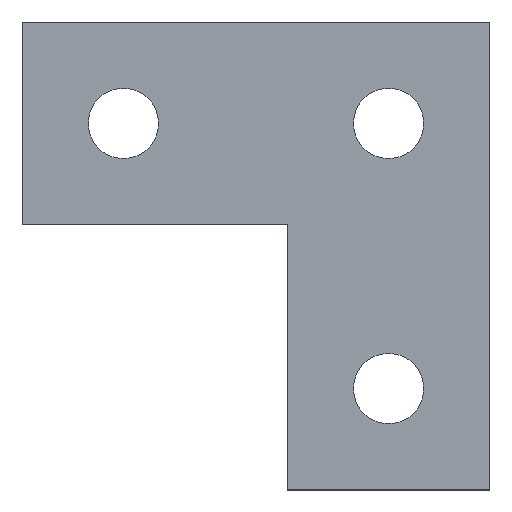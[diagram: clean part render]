
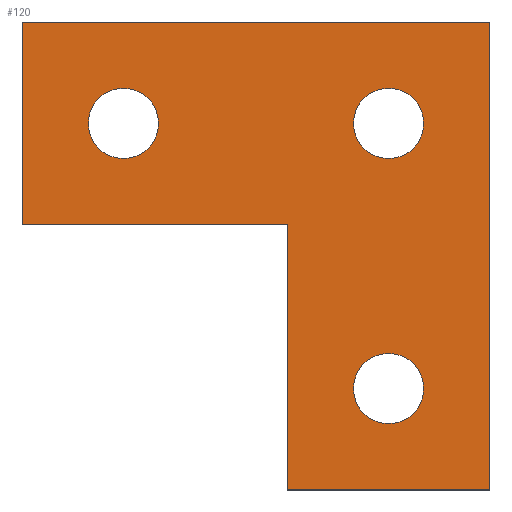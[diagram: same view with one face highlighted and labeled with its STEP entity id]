
A CAD part, top view. The second image highlights one B-rep face of the part: STEP entity #120.
In plain terms, the highlighted planar face has unit normal (0, 0, 1).
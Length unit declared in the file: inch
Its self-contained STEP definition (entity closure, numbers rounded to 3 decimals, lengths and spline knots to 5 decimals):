
#120=ADVANCED_FACE('',(#233,#234,#235,#236),#237,.T.);
#233=FACE_BOUND('',#469,.T.);
#234=FACE_BOUND('',#470,.T.);
#235=FACE_BOUND('',#471,.T.);
#236=FACE_OUTER_BOUND('',#472,.T.);
#237=PLANE('',#473);
#469=EDGE_LOOP('',(#656,#657,#658,#659));
#470=EDGE_LOOP('',(#660,#661,#662,#663));
#471=EDGE_LOOP('',(#664,#665,#666,#667));
#472=EDGE_LOOP('',(#668,#669,#670,#671,#672,#673));
#473=AXIS2_PLACEMENT_3D('',#674,#675,#676);
#656=ORIENTED_EDGE('',*,*,#738,.F.);
#657=ORIENTED_EDGE('',*,*,#766,.F.);
#658=ORIENTED_EDGE('',*,*,#743,.F.);
#659=ORIENTED_EDGE('',*,*,#785,.F.);
#660=ORIENTED_EDGE('',*,*,#753,.F.);
#661=ORIENTED_EDGE('',*,*,#786,.F.);
#662=ORIENTED_EDGE('',*,*,#762,.F.);
#663=ORIENTED_EDGE('',*,*,#758,.F.);
#664=ORIENTED_EDGE('',*,*,#779,.F.);
#665=ORIENTED_EDGE('',*,*,#748,.F.);
#666=ORIENTED_EDGE('',*,*,#787,.F.);
#667=ORIENTED_EDGE('',*,*,#782,.F.);
#668=ORIENTED_EDGE('',*,*,#728,.F.);
#669=ORIENTED_EDGE('',*,*,#788,.F.);
#670=ORIENTED_EDGE('',*,*,#789,.F.);
#671=ORIENTED_EDGE('',*,*,#790,.F.);
#672=ORIENTED_EDGE('',*,*,#733,.F.);
#673=ORIENTED_EDGE('',*,*,#791,.F.);
#674=CARTESIAN_POINT('',(0.02551,1.08802,0.125));
#675=DIRECTION('',(0.0,0.0,1.0));
#676=DIRECTION('',(1.0,0.0,0.0));
#728=EDGE_CURVE('',#803,#804,#805,.T.);
#733=EDGE_CURVE('',#812,#813,#814,.T.);
#738=EDGE_CURVE('',#821,#822,#823,.T.);
#743=EDGE_CURVE('',#830,#831,#832,.T.);
#748=EDGE_CURVE('',#839,#840,#841,.T.);
#753=EDGE_CURVE('',#848,#849,#850,.T.);
#758=EDGE_CURVE('',#849,#857,#858,.T.);
#762=EDGE_CURVE('',#857,#863,#864,.T.);
#766=EDGE_CURVE('',#831,#821,#869,.T.);
#779=EDGE_CURVE('',#840,#886,#887,.T.);
#782=EDGE_CURVE('',#886,#890,#891,.T.);
#785=EDGE_CURVE('',#822,#830,#894,.T.);
#786=EDGE_CURVE('',#863,#848,#895,.T.);
#787=EDGE_CURVE('',#890,#839,#896,.T.);
#788=EDGE_CURVE('',#897,#803,#898,.T.);
#789=EDGE_CURVE('',#899,#897,#900,.T.);
#790=EDGE_CURVE('',#813,#899,#901,.T.);
#791=EDGE_CURVE('',#804,#812,#902,.T.);
#803=VERTEX_POINT('',#914);
#804=VERTEX_POINT('',#915);
#805=LINE('',#916,#917);
#812=VERTEX_POINT('',#927);
#813=VERTEX_POINT('',#928);
#814=LINE('',#929,#930);
#821=VERTEX_POINT('',#940);
#822=VERTEX_POINT('',#941);
#823=B_SPLINE_CURVE_WITH_KNOTS('',3,(#942,#943,#944,#945),.UNSPECIFIED.,.F.,.F.,(4,4),(0.0,1.0),.UNSPECIFIED.);
#830=VERTEX_POINT('',#957);
#831=VERTEX_POINT('',#958);
#832=B_SPLINE_CURVE_WITH_KNOTS('',3,(#959,#960,#961,#962),.UNSPECIFIED.,.F.,.F.,(4,4),(0.0,1.0),.UNSPECIFIED.);
#839=VERTEX_POINT('',#974);
#840=VERTEX_POINT('',#975);
#841=B_SPLINE_CURVE_WITH_KNOTS('',3,(#976,#977,#978,#979),.UNSPECIFIED.,.F.,.F.,(4,4),(0.0,1.0),.UNSPECIFIED.);
#848=VERTEX_POINT('',#991);
#849=VERTEX_POINT('',#992);
#850=B_SPLINE_CURVE_WITH_KNOTS('',3,(#993,#994,#995,#996),.UNSPECIFIED.,.F.,.F.,(4,4),(0.0,1.0),.UNSPECIFIED.);
#857=VERTEX_POINT('',#1008);
#858=B_SPLINE_CURVE_WITH_KNOTS('',3,(#1009,#1010,#1011,#1012),.UNSPECIFIED.,.F.,.F.,(4,4),(0.0,1.0),.UNSPECIFIED.);
#863=VERTEX_POINT('',#1021);
#864=B_SPLINE_CURVE_WITH_KNOTS('',3,(#1022,#1023,#1024,#1025),.UNSPECIFIED.,.F.,.F.,(4,4),(0.0,1.0),.UNSPECIFIED.);
#869=B_SPLINE_CURVE_WITH_KNOTS('',3,(#1034,#1035,#1036,#1037),.UNSPECIFIED.,.F.,.F.,(4,4),(0.0,1.0),.UNSPECIFIED.);
#886=VERTEX_POINT('',#1076);
#887=B_SPLINE_CURVE_WITH_KNOTS('',3,(#1077,#1078,#1079,#1080),.UNSPECIFIED.,.F.,.F.,(4,4),(0.0,1.0),.UNSPECIFIED.);
#890=VERTEX_POINT('',#1084);
#891=B_SPLINE_CURVE_WITH_KNOTS('',3,(#1085,#1086,#1087,#1088),.UNSPECIFIED.,.F.,.F.,(4,4),(0.0,1.0),.UNSPECIFIED.);
#894=B_SPLINE_CURVE_WITH_KNOTS('',3,(#1092,#1093,#1094,#1095),.UNSPECIFIED.,.F.,.F.,(4,4),(0.0,1.0),.UNSPECIFIED.);
#895=B_SPLINE_CURVE_WITH_KNOTS('',3,(#1096,#1097,#1098,#1099),.UNSPECIFIED.,.F.,.F.,(4,4),(0.0,1.0),.UNSPECIFIED.);
#896=B_SPLINE_CURVE_WITH_KNOTS('',3,(#1100,#1101,#1102,#1103),.UNSPECIFIED.,.F.,.F.,(4,4),(0.0,1.0),.UNSPECIFIED.);
#897=VERTEX_POINT('',#1104);
#898=LINE('',#1105,#1106);
#899=VERTEX_POINT('',#1107);
#900=LINE('',#1108,#1109);
#901=LINE('',#1110,#1111);
#902=LINE('',#1112,#1113);
#914=CARTESIAN_POINT('',(-1.06251,1.0625,0.125));
#915=CARTESIAN_POINT('',(-1.06251,1.875,0.125));
#916=CARTESIAN_POINT('',(-1.06251,1.0625,0.125));
#917=VECTOR('',#1126,1.0);
#927=CARTESIAN_POINT('',(0.81249,1.875,0.125));
#928=CARTESIAN_POINT('',(0.81249,0.0,0.125));
#929=CARTESIAN_POINT('',(0.81249,1.875,0.125));
#930=VECTOR('',#1130,1.0);
#940=CARTESIAN_POINT('',(0.54686,0.40625,0.125));
#941=CARTESIAN_POINT('',(0.40624,0.54686,0.125));
#942=CARTESIAN_POINT('',(0.54686,0.40625,0.125));
#943=CARTESIAN_POINT('',(0.54686,0.48391,0.125));
#944=CARTESIAN_POINT('',(0.4839,0.54686,0.125));
#945=CARTESIAN_POINT('',(0.40624,0.54686,0.125));
#957=CARTESIAN_POINT('',(0.26563,0.40625,0.125));
#958=CARTESIAN_POINT('',(0.40624,0.26563,0.125));
#959=CARTESIAN_POINT('',(0.26563,0.40625,0.125));
#960=CARTESIAN_POINT('',(0.26563,0.32859,0.125));
#961=CARTESIAN_POINT('',(0.32857,0.26563,0.125));
#962=CARTESIAN_POINT('',(0.40624,0.26563,0.125));
#974=CARTESIAN_POINT('',(0.40624,1.32813,0.125));
#975=CARTESIAN_POINT('',(0.54686,1.46875,0.125));
#976=CARTESIAN_POINT('',(0.40624,1.32813,0.125));
#977=CARTESIAN_POINT('',(0.4839,1.32813,0.125));
#978=CARTESIAN_POINT('',(0.54686,1.39108,0.125));
#979=CARTESIAN_POINT('',(0.54686,1.46875,0.125));
#991=CARTESIAN_POINT('',(-0.51564,1.46875,0.125));
#992=CARTESIAN_POINT('',(-0.65626,1.60938,0.125));
#993=CARTESIAN_POINT('',(-0.51564,1.46875,0.125));
#994=CARTESIAN_POINT('',(-0.51564,1.54641,0.125));
#995=CARTESIAN_POINT('',(-0.57859,1.60938,0.125));
#996=CARTESIAN_POINT('',(-0.65626,1.60938,0.125));
#1008=CARTESIAN_POINT('',(-0.79689,1.46875,0.125));
#1009=CARTESIAN_POINT('',(-0.65626,1.60938,0.125));
#1010=CARTESIAN_POINT('',(-0.73393,1.60938,0.125));
#1011=CARTESIAN_POINT('',(-0.79689,1.54641,0.125));
#1012=CARTESIAN_POINT('',(-0.79689,1.46875,0.125));
#1021=CARTESIAN_POINT('',(-0.65626,1.32813,0.125));
#1022=CARTESIAN_POINT('',(-0.79689,1.46875,0.125));
#1023=CARTESIAN_POINT('',(-0.79689,1.39108,0.125));
#1024=CARTESIAN_POINT('',(-0.73393,1.32813,0.125));
#1025=CARTESIAN_POINT('',(-0.65626,1.32813,0.125));
#1034=CARTESIAN_POINT('',(0.40624,0.26563,0.125));
#1035=CARTESIAN_POINT('',(0.4839,0.26563,0.125));
#1036=CARTESIAN_POINT('',(0.54686,0.32859,0.125));
#1037=CARTESIAN_POINT('',(0.54686,0.40625,0.125));
#1076=CARTESIAN_POINT('',(0.40624,1.60938,0.125));
#1077=CARTESIAN_POINT('',(0.54686,1.46875,0.125));
#1078=CARTESIAN_POINT('',(0.54686,1.54641,0.125));
#1079=CARTESIAN_POINT('',(0.4839,1.60938,0.125));
#1080=CARTESIAN_POINT('',(0.40624,1.60938,0.125));
#1084=CARTESIAN_POINT('',(0.26563,1.46875,0.125));
#1085=CARTESIAN_POINT('',(0.40624,1.60938,0.125));
#1086=CARTESIAN_POINT('',(0.32857,1.60938,0.125));
#1087=CARTESIAN_POINT('',(0.26563,1.54641,0.125));
#1088=CARTESIAN_POINT('',(0.26563,1.46875,0.125));
#1092=CARTESIAN_POINT('',(0.40624,0.54686,0.125));
#1093=CARTESIAN_POINT('',(0.32857,0.54686,0.125));
#1094=CARTESIAN_POINT('',(0.26563,0.48391,0.125));
#1095=CARTESIAN_POINT('',(0.26563,0.40625,0.125));
#1096=CARTESIAN_POINT('',(-0.65626,1.32813,0.125));
#1097=CARTESIAN_POINT('',(-0.57859,1.32813,0.125));
#1098=CARTESIAN_POINT('',(-0.51564,1.39108,0.125));
#1099=CARTESIAN_POINT('',(-0.51564,1.46875,0.125));
#1100=CARTESIAN_POINT('',(0.26563,1.46875,0.125));
#1101=CARTESIAN_POINT('',(0.26563,1.39108,0.125));
#1102=CARTESIAN_POINT('',(0.32857,1.32813,0.125));
#1103=CARTESIAN_POINT('',(0.40624,1.32813,0.125));
#1104=CARTESIAN_POINT('',(0.0,1.0625,0.125));
#1105=CARTESIAN_POINT('',(0.0,1.0625,0.125));
#1106=VECTOR('',#1150,1.0);
#1107=CARTESIAN_POINT('',(0.0,0.0,0.125));
#1108=CARTESIAN_POINT('',(0.0,0.0,0.125));
#1109=VECTOR('',#1151,1.0);
#1110=CARTESIAN_POINT('',(0.81249,0.0,0.125));
#1111=VECTOR('',#1152,1.0);
#1112=CARTESIAN_POINT('',(-1.06251,1.875,0.125));
#1113=VECTOR('',#1153,1.0);
#1126=DIRECTION('',(0.0,1.0,0.0));
#1130=DIRECTION('',(0.0,-1.0,0.0));
#1150=DIRECTION('',(-1.0,0.0,0.0));
#1151=DIRECTION('',(0.0,1.0,0.0));
#1152=DIRECTION('',(-1.0,0.0,0.0));
#1153=DIRECTION('',(1.0,0.0,0.0));
